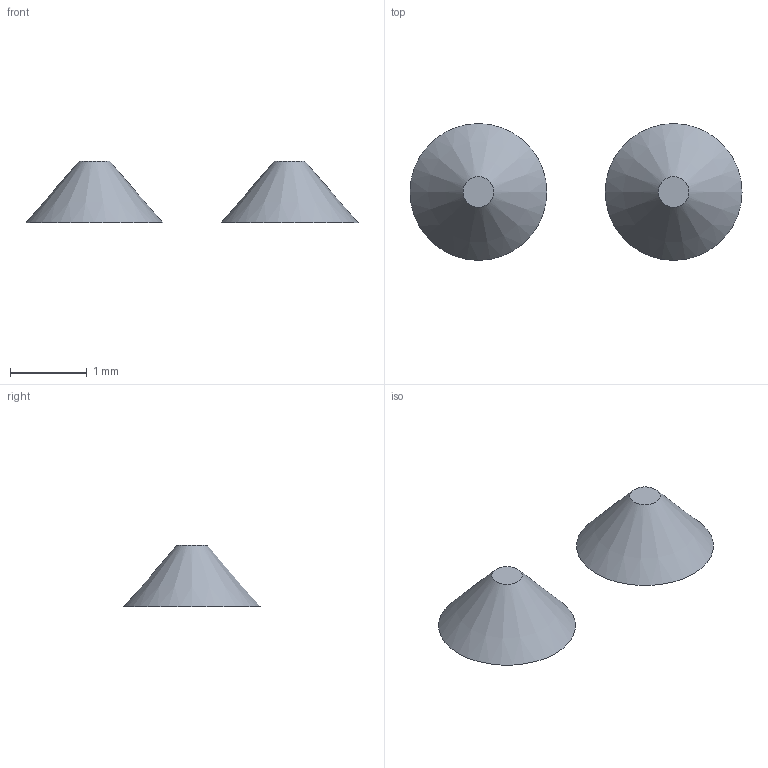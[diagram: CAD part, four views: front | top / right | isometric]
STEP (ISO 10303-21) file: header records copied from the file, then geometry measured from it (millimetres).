
FILE_DESCRIPTION(('FreeCAD Model'),'2;1');
FILE_NAME('Open CASCADE Shape Model','2024-01-08T21:02:54',(''),(''), 'Open CASCADE STEP processor 7.6','FreeCAD','Unknown');
FILE_SCHEMA(('AUTOMOTIVE_DESIGN { 1 0 10303 214 1 1 1 1 }'));
Length unit declared in the file: millimetre
Products named in the file (2): Solder-array; Solder
Assembly tree (2 placements, depth 2):
  Solder-array
    Solder  x2
Bounding box: 4.32 x 1.78 x 0.8 mm (x, y, z)
Volume: 1.7 mm3; surface area: 12.5 mm2
Topology: 2 solids, 2 shells, 6 faces, 6 edges, 4 vertices
Faces by surface type: plane 4, cone 2
Entity records: 107 total; most frequent: DIRECTION 17, CARTESIAN_POINT 11, AXIS2_PLACEMENT_3D 8, ORIENTED_EDGE 6, PRODUCT_DEFINITION_SHAPE 4, ADVANCED_FACE 3, FACE_BOUND 3, EDGE_LOOP 3
